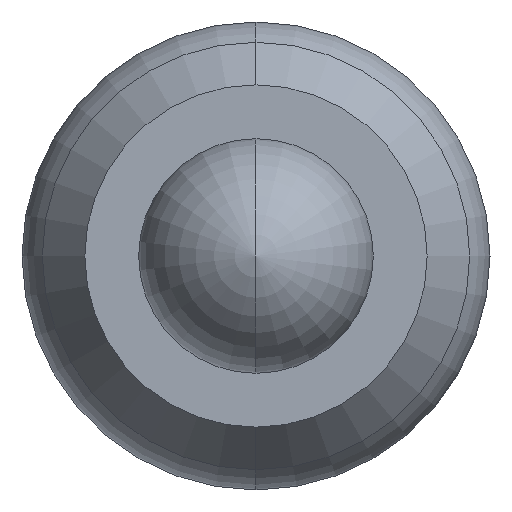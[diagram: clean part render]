
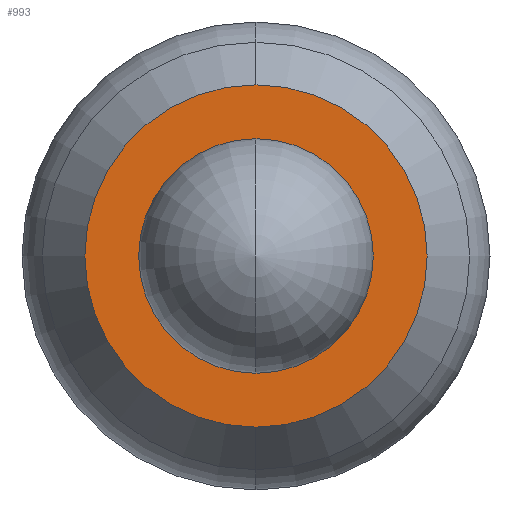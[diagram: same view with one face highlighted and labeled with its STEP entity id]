
A CAD part, left-side view. The second image highlights one B-rep face of the part: STEP entity #993.
In plain terms, the highlighted planar face has unit normal (-1, 0, 0).
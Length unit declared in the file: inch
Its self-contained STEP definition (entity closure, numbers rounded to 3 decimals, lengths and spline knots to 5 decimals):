
#2 = FACE_BOUND ( 'NONE', #130, .T. ) ;
#11 = CARTESIAN_POINT ( 'NONE',  ( 0., 0., 0.0036 ) ) ;
#35 = EDGE_CURVE ( 'NONE', #434, #888, #770, .T. ) ;
#44 = DIRECTION ( 'NONE',  ( 0., 0., -1. ) ) ;
#50 = CARTESIAN_POINT ( 'NONE',  ( 0., 0., 0. ) ) ;
#83 = AXIS2_PLACEMENT_3D ( 'NONE', #996, #822, #999 ) ;
#88 = CARTESIAN_POINT ( 'NONE',  ( 0., 0., -0.00247 ) ) ;
#130 = EDGE_LOOP ( 'NONE', ( #210, #814 ) ) ;
#183 = CARTESIAN_POINT ( 'NONE',  ( 0., 0., 0. ) ) ;
#193 = EDGE_CURVE ( 'NONE', #589, #729, #699, .T. ) ;
#210 = ORIENTED_EDGE ( 'NONE', *, *, #235, .F. ) ;
#235 = EDGE_CURVE ( 'NONE', #729, #589, #301, .T. ) ;
#298 = AXIS2_PLACEMENT_3D ( 'NONE', #333, #500, #733 ) ;
#301 = CIRCLE ( 'NONE', #739, 0.00247 ) ;
#303 = DIRECTION ( 'NONE',  ( 0., 0., -1. ) ) ;
#305 = PLANE ( 'NONE',  #757 ) ;
#333 = CARTESIAN_POINT ( 'NONE',  ( 0., 0., 0. ) ) ;
#351 = DIRECTION ( 'NONE',  ( -1., 0., 0. ) ) ;
#421 = DIRECTION ( 'NONE',  ( 0., 0., -1. ) ) ;
#434 = VERTEX_POINT ( 'NONE', #11 ) ;
#455 = EDGE_LOOP ( 'NONE', ( #513, #543 ) ) ;
#500 = DIRECTION ( 'NONE',  ( -1., 0., 0. ) ) ;
#504 = FACE_OUTER_BOUND ( 'NONE', #455, .T. ) ;
#513 = ORIENTED_EDGE ( 'NONE', *, *, #551, .T. ) ;
#543 = ORIENTED_EDGE ( 'NONE', *, *, #35, .T. ) ;
#551 = EDGE_CURVE ( 'NONE', #888, #434, #944, .T. ) ;
#589 = VERTEX_POINT ( 'NONE', #88 ) ;
#642 = CARTESIAN_POINT ( 'NONE',  ( 0., 0., 0. ) ) ;
#699 = CIRCLE ( 'NONE', #719, 0.00247 ) ;
#719 = AXIS2_PLACEMENT_3D ( 'NONE', #183, #351, #303 ) ;
#729 = VERTEX_POINT ( 'NONE', #979 ) ;
#733 = DIRECTION ( 'NONE',  ( 0., 0., 1. ) ) ;
#739 = AXIS2_PLACEMENT_3D ( 'NONE', #50, #1025, #421 ) ;
#757 = AXIS2_PLACEMENT_3D ( 'NONE', #642, #828, #44 ) ;
#770 = CIRCLE ( 'NONE', #298, 0.0036 ) ;
#814 = ORIENTED_EDGE ( 'NONE', *, *, #193, .F. ) ;
#822 = DIRECTION ( 'NONE',  ( -1., 0., 0. ) ) ;
#828 = DIRECTION ( 'NONE',  ( 1., 0., 0. ) ) ;
#888 = VERTEX_POINT ( 'NONE', #1013 ) ;
#944 = CIRCLE ( 'NONE', #83, 0.0036 ) ;
#979 = CARTESIAN_POINT ( 'NONE',  ( 0., 0., 0.00247 ) ) ;
#993 = ADVANCED_FACE ( 'NONE', ( #2, #504 ), #305, .F. ) ;
#996 = CARTESIAN_POINT ( 'NONE',  ( 0., 0., 0. ) ) ;
#999 = DIRECTION ( 'NONE',  ( 0., 0., 1. ) ) ;
#1013 = CARTESIAN_POINT ( 'NONE',  ( 0., 0., -0.0036 ) ) ;
#1025 = DIRECTION ( 'NONE',  ( -1., 0., 0. ) ) ;
